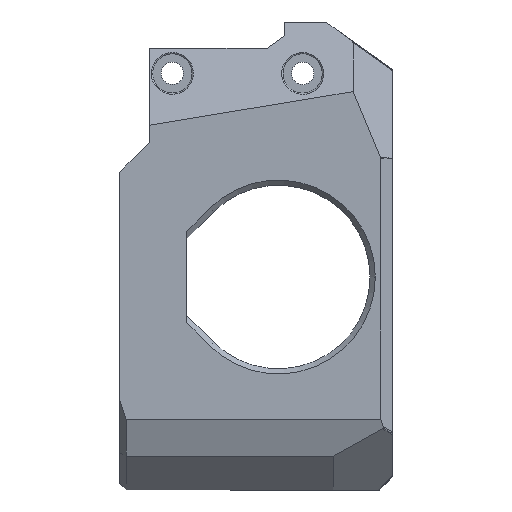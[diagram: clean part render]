
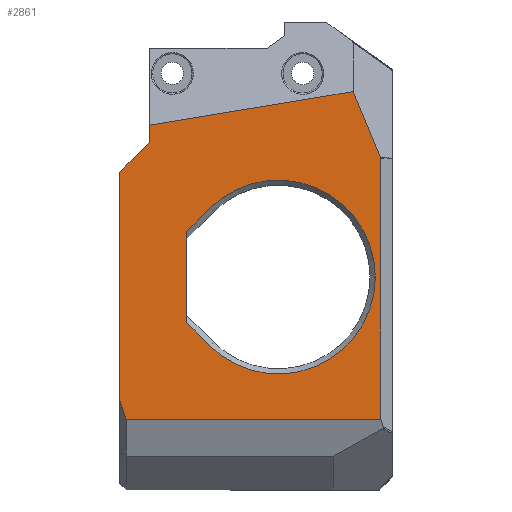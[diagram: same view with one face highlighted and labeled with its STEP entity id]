
A CAD part, left-side view. The second image highlights one B-rep face of the part: STEP entity #2861.
In plain terms, the highlighted planar face has unit normal (-1, 0, 0).
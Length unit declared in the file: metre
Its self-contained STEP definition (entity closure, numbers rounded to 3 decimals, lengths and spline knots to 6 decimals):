
#119 = LINE ( 'NONE', #1595, #4341 ) ;
#218 = VERTEX_POINT ( 'NONE', #973 ) ;
#301 = EDGE_CURVE ( 'NONE', #365, #1986, #2472, .T. ) ;
#365 = VERTEX_POINT ( 'NONE', #3006 ) ;
#402 = DIRECTION ( 'NONE',  ( 0., 1., 0. ) ) ;
#426 = PLANE ( 'NONE',  #2843 ) ;
#487 = VECTOR ( 'NONE', #4662, 1. ) ;
#496 = ORIENTED_EDGE ( 'NONE', *, *, #2153, .T. ) ;
#529 = CARTESIAN_POINT ( 'NONE',  ( 0.120017, -0.154244, 0.100929 ) ) ;
#549 = VERTEX_POINT ( 'NONE', #942 ) ;
#558 = ORIENTED_EDGE ( 'NONE', *, *, #5843, .F. ) ;
#602 = ORIENTED_EDGE ( 'NONE', *, *, #1725, .F. ) ;
#634 = CARTESIAN_POINT ( 'NONE',  ( 0.120017, -0.11443, 0.063981 ) ) ;
#640 = DIRECTION ( 'NONE',  ( 0., 0., 1. ) ) ;
#656 = EDGE_CURVE ( 'NONE', #3572, #5070, #119, .T. ) ;
#769 = VERTEX_POINT ( 'NONE', #2228 ) ;
#801 = CARTESIAN_POINT ( 'NONE',  ( 0.120017, -0.150036, 0.111049 ) ) ;
#838 = CIRCLE ( 'NONE', #3632, 0.0148 ) ;
#860 = CARTESIAN_POINT ( 'NONE',  ( 0.120017, -0.15343, 0.10375 ) ) ;
#907 = ORIENTED_EDGE ( 'NONE', *, *, #301, .T. ) ;
#942 = CARTESIAN_POINT ( 'NONE',  ( 0.120017, -0.11543, 0.061038 ) ) ;
#953 = CARTESIAN_POINT ( 'NONE',  ( 0.120017, -0.11443, 0.09875 ) ) ;
#973 = CARTESIAN_POINT ( 'NONE',  ( 0.120017, -0.154231, 0.100967 ) ) ;
#1041 = DIRECTION ( 'NONE',  ( 0., 0.707, -0.707 ) ) ;
#1077 = EDGE_CURVE ( 'NONE', #4841, #549, #5591, .T. ) ;
#1083 = CARTESIAN_POINT ( 'NONE',  ( 0.120017, -0.118999, 0.093854 ) ) ;
#1107 = EDGE_LOOP ( 'NONE', ( #602, #2696, #2573, #4617, #558 ) ) ;
#1157 = LINE ( 'NONE', #5021, #3646 ) ;
#1345 = CARTESIAN_POINT ( 'NONE',  ( 0.120017, -0.153555, 0.061038 ) ) ;
#1409 = VERTEX_POINT ( 'NONE', #2768 ) ;
#1580 = LINE ( 'NONE', #4925, #1664 ) ;
#1595 = CARTESIAN_POINT ( 'NONE',  ( 0.120017, -0.140609, 0.105659 ) ) ;
#1616 = DIRECTION ( 'NONE',  ( 0., 0.707, -0.707 ) ) ;
#1643 = CARTESIAN_POINT ( 'NONE',  ( 0.120017, -0.153298, 0.103209 ) ) ;
#1664 = VECTOR ( 'NONE', #3391, 1. ) ;
#1679 = DIRECTION ( 'NONE',  ( 0., 0., -1. ) ) ;
#1725 = EDGE_CURVE ( 'NONE', #6126, #769, #838, .T. ) ;
#1806 = DIRECTION ( 'NONE',  ( 0., -0.322, -0.947 ) ) ;
#1866 = EDGE_CURVE ( 'NONE', #365, #549, #4752, .T. ) ;
#1924 = CARTESIAN_POINT ( 'NONE',  ( 0.120017, -0.124661, 0.089711 ) ) ;
#1936 = VECTOR ( 'NONE', #5163, 1. ) ;
#1983 = EDGE_CURVE ( 'NONE', #1409, #1986, #2422, .T. ) ;
#1986 = VERTEX_POINT ( 'NONE', #4719 ) ;
#2002 = DIRECTION ( 'NONE',  ( -1., 0., 0. ) ) ;
#2013 = VERTEX_POINT ( 'NONE', #3840 ) ;
#2099 = ORIENTED_EDGE ( 'NONE', *, *, #1866, .F. ) ;
#2153 = EDGE_CURVE ( 'NONE', #2285, #4841, #3997, .T. ) ;
#2198 = EDGE_CURVE ( 'NONE', #2013, #2285, #4477, .T. ) ;
#2227 =( BOUNDED_CURVE ( )  B_SPLINE_CURVE ( 3, ( #2423, #5672, #529, #4301 ),
 .UNSPECIFIED., .F., .F. ) 
 B_SPLINE_CURVE_WITH_KNOTS ( ( 4, 4 ),
 ( 5.964382, 6.108705 ),
 .UNSPECIFIED. ) 
 CURVE ( )  GEOMETRIC_REPRESENTATION_ITEM ( )  RATIONAL_B_SPLINE_CURVE ( ( 1., 0.998, 0.998, 1. ) ) 
 REPRESENTATION_ITEM ( '' )  );
#2228 = CARTESIAN_POINT ( 'NONE',  ( 0.120017, -0.15343, 0.08275 ) ) ;
#2272 = EDGE_CURVE ( 'NONE', #218, #1409, #2227, .T. ) ;
#2283 = LINE ( 'NONE', #3243, #4370 ) ;
#2285 = VERTEX_POINT ( 'NONE', #953 ) ;
#2340 = CARTESIAN_POINT ( 'NONE',  ( 0.120017, -0.154248, 0.10091 ) ) ;
#2353 = CARTESIAN_POINT ( 'NONE',  ( 0.120017, -0.128165, 0.072285 ) ) ;
#2422 =( BOUNDED_CURVE ( )  B_SPLINE_CURVE ( 3, ( #2340, #4250, #5744, #3466 ),
 .UNSPECIFIED., .F., .T. ) 
 B_SPLINE_CURVE_WITH_KNOTS ( ( 4, 4 ),
 ( 6.108705, 6.253028 ),
 .UNSPECIFIED. ) 
 CURVE ( )  GEOMETRIC_REPRESENTATION_ITEM ( )  RATIONAL_B_SPLINE_CURVE ( ( 1., 0.998, 0.998, 1. ) ) 
 REPRESENTATION_ITEM ( '' )  );
#2423 = CARTESIAN_POINT ( 'NONE',  ( 0.120017, -0.154231, 0.100967 ) ) ;
#2472 = LINE ( 'NONE', #2593, #3737 ) ;
#2496 = CARTESIAN_POINT ( 'NONE',  ( 0.120017, -0.13863, 0.08275 ) ) ;
#2573 = ORIENTED_EDGE ( 'NONE', *, *, #4678, .T. ) ;
#2593 = CARTESIAN_POINT ( 'NONE',  ( 0.120017, -0.154254, 0.099802 ) ) ;
#2696 = ORIENTED_EDGE ( 'NONE', *, *, #5276, .F. ) ;
#2766 = ORIENTED_EDGE ( 'NONE', *, *, #2272, .F. ) ;
#2768 = CARTESIAN_POINT ( 'NONE',  ( 0.120017, -0.154248, 0.10091 ) ) ;
#2843 = AXIS2_PLACEMENT_3D ( 'NONE', #860, #6144, #402 ) ;
#2861 = ADVANCED_FACE ( 'NONE', ( #3635, #4015 ), #426, .T. ) ;
#2874 = AXIS2_PLACEMENT_3D ( 'NONE', #2496, #5840, #3424 ) ;
#3006 = CARTESIAN_POINT ( 'NONE',  ( 0.120017, -0.154254, 0.061038 ) ) ;
#3022 = ORIENTED_EDGE ( 'NONE', *, *, #3597, .F. ) ;
#3151 = DIRECTION ( 'NONE',  ( 0., -0.987, 0.163 ) ) ;
#3170 = CIRCLE ( 'NONE', #2874, 0.0148 ) ;
#3182 = CARTESIAN_POINT ( 'NONE',  ( 0.120017, -0.106352, 0.087753 ) ) ;
#3186 = CARTESIAN_POINT ( 'NONE',  ( 0.120017, -0.118999, 0.105906 ) ) ;
#3243 = CARTESIAN_POINT ( 'NONE',  ( 0.120017, -0.124661, 0.090439 ) ) ;
#3374 = CARTESIAN_POINT ( 'NONE',  ( 0.120017, -0.13863, 0.08275 ) ) ;
#3391 = DIRECTION ( 'NONE',  ( 0., -0.707, -0.707 ) ) ;
#3424 = DIRECTION ( 'NONE',  ( 0., -1., 0. ) ) ;
#3466 = CARTESIAN_POINT ( 'NONE',  ( 0.120017, -0.154254, 0.100852 ) ) ;
#3477 = VERTEX_POINT ( 'NONE', #4727 ) ;
#3547 = ORIENTED_EDGE ( 'NONE', *, *, #1077, .T. ) ;
#3572 = VERTEX_POINT ( 'NONE', #4571 ) ;
#3597 = EDGE_CURVE ( 'NONE', #5714, #4390, #1157, .T. ) ;
#3632 = AXIS2_PLACEMENT_3D ( 'NONE', #3374, #2002, #4847 ) ;
#3635 = FACE_OUTER_BOUND ( 'NONE', #5552, .T. ) ;
#3646 = VECTOR ( 'NONE', #3151, 1. ) ;
#3737 = VECTOR ( 'NONE', #640, 1. ) ;
#3840 = CARTESIAN_POINT ( 'NONE',  ( 0.120017, -0.118999, 0.10332 ) ) ;
#3997 = LINE ( 'NONE', #5112, #6140 ) ;
#4015 = FACE_BOUND ( 'NONE', #1107, .T. ) ;
#4250 = CARTESIAN_POINT ( 'NONE',  ( 0.120017, -0.154252, 0.100891 ) ) ;
#4301 = CARTESIAN_POINT ( 'NONE',  ( 0.120017, -0.154248, 0.10091 ) ) ;
#4341 = VECTOR ( 'NONE', #1041, 1. ) ;
#4370 = VECTOR ( 'NONE', #6101, 1. ) ;
#4390 = VERTEX_POINT ( 'NONE', #801 ) ;
#4477 = LINE ( 'NONE', #5144, #5032 ) ;
#4571 = CARTESIAN_POINT ( 'NONE',  ( 0.120017, -0.128165, 0.093215 ) ) ;
#4617 = ORIENTED_EDGE ( 'NONE', *, *, #656, .F. ) ;
#4655 = ORIENTED_EDGE ( 'NONE', *, *, #5653, .F. ) ;
#4662 = DIRECTION ( 'NONE',  ( 0., 0., 1. ) ) ;
#4678 = EDGE_CURVE ( 'NONE', #3477, #5070, #2283, .T. ) ;
#4719 = CARTESIAN_POINT ( 'NONE',  ( 0.120017, -0.154254, 0.100852 ) ) ;
#4727 = CARTESIAN_POINT ( 'NONE',  ( 0.120017, -0.124661, 0.075789 ) ) ;
#4728 = VECTOR ( 'NONE', #1806, 1. ) ;
#4752 = LINE ( 'NONE', #1345, #1936 ) ;
#4841 = VERTEX_POINT ( 'NONE', #634 ) ;
#4847 = DIRECTION ( 'NONE',  ( 0., -1., 0. ) ) ;
#4925 = CARTESIAN_POINT ( 'NONE',  ( 0.120017, -0.12584, 0.07461 ) ) ;
#5021 = CARTESIAN_POINT ( 'NONE',  ( 0.120017, -0.14618, 0.11041 ) ) ;
#5032 = VECTOR ( 'NONE', #1616, 1. ) ;
#5070 = VERTEX_POINT ( 'NONE', #1924 ) ;
#5112 = CARTESIAN_POINT ( 'NONE',  ( 0.120017, -0.11443, 0.0815 ) ) ;
#5144 = CARTESIAN_POINT ( 'NONE',  ( 0.120017, -0.12643, 0.11075 ) ) ;
#5163 = DIRECTION ( 'NONE',  ( 0., 1., 0. ) ) ;
#5276 = EDGE_CURVE ( 'NONE', #3477, #6126, #1580, .T. ) ;
#5460 = DIRECTION ( 'NONE',  ( 0., -0.384, -0.923 ) ) ;
#5464 = VECTOR ( 'NONE', #5460, 1. ) ;
#5552 = EDGE_LOOP ( 'NONE', ( #496, #3547, #2099, #907, #5842, #2766, #5643, #3022, #4655, #5913 ) ) ;
#5591 = LINE ( 'NONE', #3182, #4728 ) ;
#5643 = ORIENTED_EDGE ( 'NONE', *, *, #6045, .F. ) ;
#5653 = EDGE_CURVE ( 'NONE', #2013, #5714, #5826, .T. ) ;
#5672 = CARTESIAN_POINT ( 'NONE',  ( 0.120017, -0.154238, 0.100948 ) ) ;
#5714 = VERTEX_POINT ( 'NONE', #3186 ) ;
#5744 = CARTESIAN_POINT ( 'NONE',  ( 0.120017, -0.154254, 0.100871 ) ) ;
#5826 = LINE ( 'NONE', #1083, #487 ) ;
#5840 = DIRECTION ( 'NONE',  ( -1., 0., 0. ) ) ;
#5842 = ORIENTED_EDGE ( 'NONE', *, *, #1983, .F. ) ;
#5843 = EDGE_CURVE ( 'NONE', #769, #3572, #3170, .T. ) ;
#5913 = ORIENTED_EDGE ( 'NONE', *, *, #2198, .T. ) ;
#5932 = LINE ( 'NONE', #1643, #5464 ) ;
#6045 = EDGE_CURVE ( 'NONE', #4390, #218, #5932, .T. ) ;
#6101 = DIRECTION ( 'NONE',  ( 0., 0., 1. ) ) ;
#6126 = VERTEX_POINT ( 'NONE', #2353 ) ;
#6140 = VECTOR ( 'NONE', #1679, 1. ) ;
#6144 = DIRECTION ( 'NONE',  ( -1., 0., 0. ) ) ;
